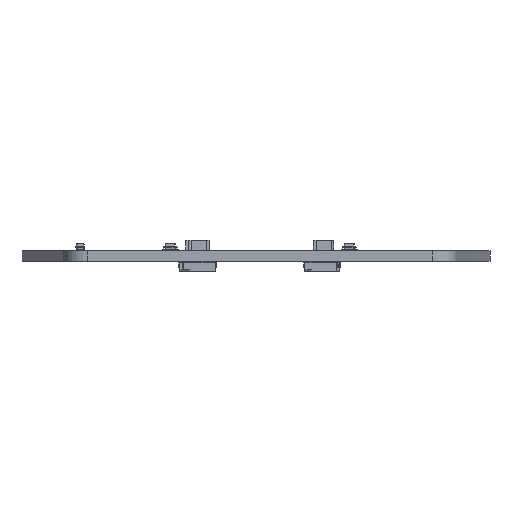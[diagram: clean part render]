
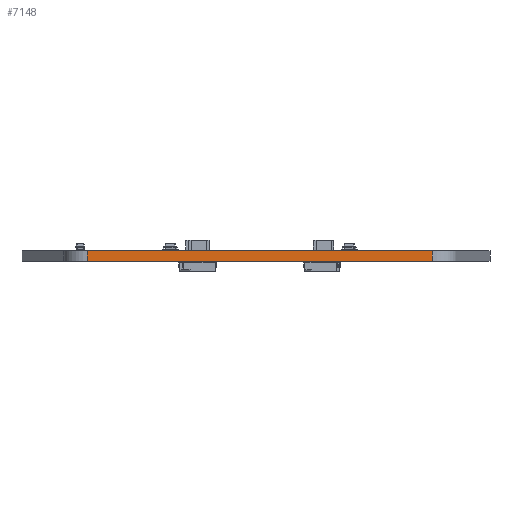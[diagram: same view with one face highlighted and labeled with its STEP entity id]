
A CAD part, front view. The second image highlights one B-rep face of the part: STEP entity #7148.
In plain terms, the highlighted planar face has unit normal (0, -1, 0).
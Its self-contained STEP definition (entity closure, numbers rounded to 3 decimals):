
#5347 = VERTEX_POINT('',#5348);
#5348 = CARTESIAN_POINT('',(123.,-141.076,0.));
#5355 = EDGE_CURVE('',#5356,#5347,#5358,.T.);
#5356 = VERTEX_POINT('',#5357);
#5357 = CARTESIAN_POINT('',(177.,-141.076,0.));
#5358 = LINE('',#5359,#5360);
#5359 = CARTESIAN_POINT('',(177.,-141.076,0.));
#5360 = VECTOR('',#5361,1.);
#5361 = DIRECTION('',(-1.,0.,0.));
#6204 = VERTEX_POINT('',#6205);
#6205 = CARTESIAN_POINT('',(123.,-141.076,1.6));
#6212 = EDGE_CURVE('',#6213,#6204,#6215,.T.);
#6213 = VERTEX_POINT('',#6214);
#6214 = CARTESIAN_POINT('',(177.,-141.076,1.6));
#6215 = LINE('',#6216,#6217);
#6216 = CARTESIAN_POINT('',(177.,-141.076,1.6));
#6217 = VECTOR('',#6218,1.);
#6218 = DIRECTION('',(-1.,0.,0.));
#7120 = EDGE_CURVE('',#5356,#6213,#7121,.T.);
#7121 = LINE('',#7122,#7123);
#7122 = CARTESIAN_POINT('',(177.,-141.076,0.));
#7123 = VECTOR('',#7124,1.);
#7124 = DIRECTION('',(0.,0.,1.));
#7135 = EDGE_CURVE('',#5347,#6204,#7136,.T.);
#7136 = LINE('',#7137,#7138);
#7137 = CARTESIAN_POINT('',(123.,-141.076,0.));
#7138 = VECTOR('',#7139,1.);
#7139 = DIRECTION('',(0.,0.,1.));
#7148 = ADVANCED_FACE('',(#7149),#7155,.T.);
#7149 = FACE_BOUND('',#7150,.T.);
#7150 = EDGE_LOOP('',(#7151,#7152,#7153,#7154));
#7151 = ORIENTED_EDGE('',*,*,#7120,.T.);
#7152 = ORIENTED_EDGE('',*,*,#6212,.T.);
#7153 = ORIENTED_EDGE('',*,*,#7135,.F.);
#7154 = ORIENTED_EDGE('',*,*,#5355,.F.);
#7155 = PLANE('',#7156);
#7156 = AXIS2_PLACEMENT_3D('',#7157,#7158,#7159);
#7157 = CARTESIAN_POINT('',(177.,-141.076,0.));
#7158 = DIRECTION('',(0.,-1.,0.));
#7159 = DIRECTION('',(-1.,0.,0.));
